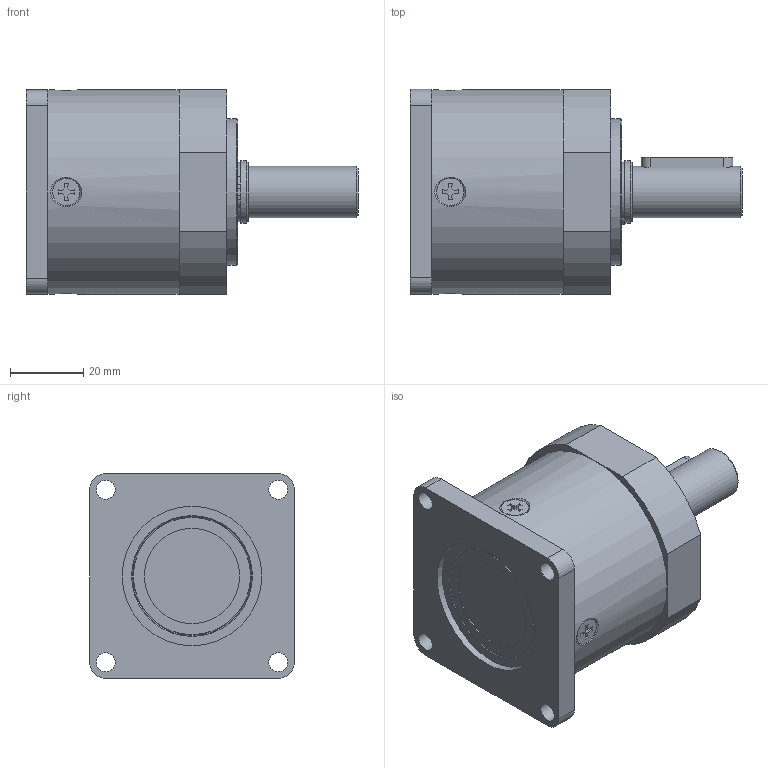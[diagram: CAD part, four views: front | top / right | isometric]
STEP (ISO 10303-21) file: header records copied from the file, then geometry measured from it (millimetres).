
FILE_DESCRIPTION(/* description */ (''),/* implementation_level */ '2;1');
FILE_NAME(/* name */ 'GP56-T1-XX-HRS.stp',/* time_stamp */ '2018-11-12T18:29:27+01:00',/* author */ ('naubert_a'),/* organization */ (''),/* preprocessor_version */ 'ST-DEVELOPER v17',/* originating_system */ 'Autodesk Inventor 2018',/* authorisation */ '');
FILE_SCHEMA (('CONFIG_CONTROL_DESIGN'));
Length unit declared in the file: millimetre
Products named in the file (1): GP56-T1-XX-HRS
Bounding box: 90.7 x 56 x 56 mm (x, y, z)
Volume: 147224 mm3; surface area: 20521 mm2
Topology: 1 solids, 1 shells, 196 faces, 558 edges, 380 vertices
Faces by surface type: plane 133, cylinder 41, cone 19, torus 3
Full cylindrical faces by diameter (mm): 4.134 x5, 5.2 x4, 5.3 x1, 7.5 x4, 14 x1, 16.2 x1, 17 x2, 20.45 x1, 26 x1, 31.2 x2, 32 x1, 35 x1, 38.1 x1, 40 x1, 56 x1
Entity records: 6869 total; most frequent: CARTESIAN_POINT 1310, DIRECTION 1109, ORIENTED_EDGE 1106, EDGE_CURVE 553, VERTEX_POINT 380, AXIS2_PLACEMENT_3D 375, LINE 359, VECTOR 359
